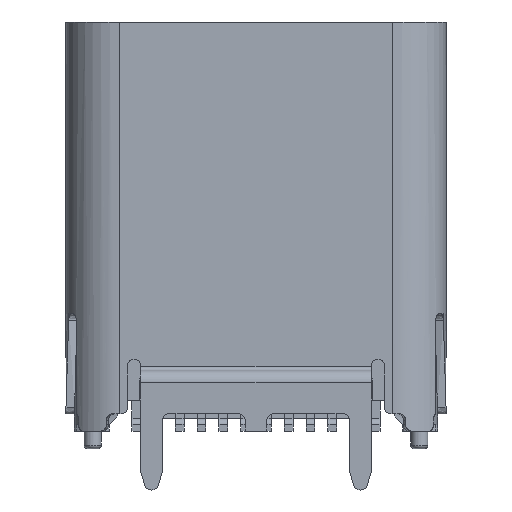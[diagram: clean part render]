
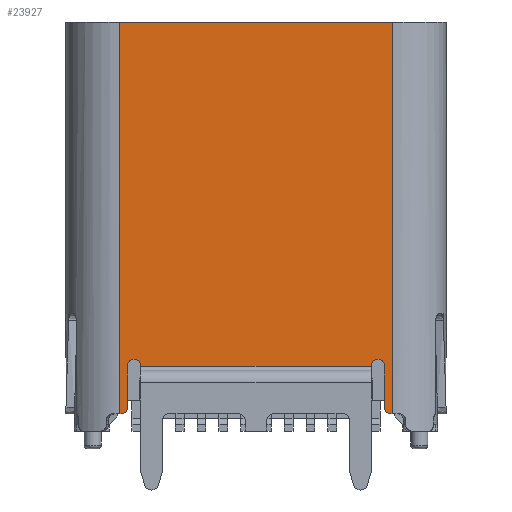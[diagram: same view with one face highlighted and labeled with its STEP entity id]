
A CAD part, front view. The second image highlights one B-rep face of the part: STEP entity #23927.
In plain terms, the highlighted planar face has unit normal (0, -1, 0).
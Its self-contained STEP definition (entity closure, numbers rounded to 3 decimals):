
#260 = DIRECTION ( 'NONE',  ( -1., 0., 0. ) ) ;
#567 = CARTESIAN_POINT ( 'NONE',  ( 3.14, -1.48, -9.4 ) ) ;
#815 = ORIENTED_EDGE ( 'NONE', *, *, #28211, .T. ) ;
#1048 = VERTEX_POINT ( 'NONE', #10168 ) ;
#1098 = CARTESIAN_POINT ( 'NONE',  ( -2.8, -1.48, -7.9 ) ) ;
#1238 = ORIENTED_EDGE ( 'NONE', *, *, #26916, .F. ) ;
#1593 = VERTEX_POINT ( 'NONE', #14521 ) ;
#1815 = CARTESIAN_POINT ( 'NONE',  ( -2.8, -1.48, -7.75 ) ) ;
#2094 = VERTEX_POINT ( 'NONE', #23596 ) ;
#2202 = CARTESIAN_POINT ( 'NONE',  ( -2.65, -1.48, -7.91 ) ) ;
#2408 = DIRECTION ( 'NONE',  ( 0., 1., 0. ) ) ;
#3134 = LINE ( 'NONE', #5928, #25030 ) ;
#3314 = DIRECTION ( 'NONE',  ( 0., 0., 1. ) ) ;
#3397 = EDGE_CURVE ( 'NONE', #6451, #14722, #11795, .T. ) ;
#3854 = LINE ( 'NONE', #13324, #26404 ) ;
#4164 = ORIENTED_EDGE ( 'NONE', *, *, #26885, .T. ) ;
#4256 = VERTEX_POINT ( 'NONE', #10562 ) ;
#4343 = EDGE_CURVE ( 'NONE', #21878, #1593, #11360, .T. ) ;
#4344 = CIRCLE ( 'NONE', #16998, 0.15 ) ;
#4795 = VERTEX_POINT ( 'NONE', #27519 ) ;
#5177 = CARTESIAN_POINT ( 'NONE',  ( 2.95, -1.48, -8.85 ) ) ;
#5928 = CARTESIAN_POINT ( 'NONE',  ( -2.95, -1.48, -9. ) ) ;
#6055 = DIRECTION ( 'NONE',  ( 1., 0., 0. ) ) ;
#6451 = VERTEX_POINT ( 'NONE', #16827 ) ;
#6525 = VECTOR ( 'NONE', #24054, 1000. ) ;
#6684 = CARTESIAN_POINT ( 'NONE',  ( -3.14, -1.48, -9.4 ) ) ;
#6939 = LINE ( 'NONE', #17126, #17919 ) ;
#7109 = ORIENTED_EDGE ( 'NONE', *, *, #19898, .F. ) ;
#7158 = CARTESIAN_POINT ( 'NONE',  ( -3.14, -1.48, 0. ) ) ;
#7164 = CARTESIAN_POINT ( 'NONE',  ( -2.65, -1.48, -7.9 ) ) ;
#7875 = CARTESIAN_POINT ( 'NONE',  ( 2.8, -1.48, -7.9 ) ) ;
#7886 = EDGE_CURVE ( 'NONE', #11705, #26733, #21818, .T. ) ;
#7940 = DIRECTION ( 'NONE',  ( 1., 0., 0. ) ) ;
#7960 = AXIS2_PLACEMENT_3D ( 'NONE', #25518, #12429, #27668 ) ;
#7977 = ORIENTED_EDGE ( 'NONE', *, *, #14609, .T. ) ;
#8074 = CARTESIAN_POINT ( 'NONE',  ( 2.65, -1.48, -7.9 ) ) ;
#8120 = DIRECTION ( 'NONE',  ( -1., 0., 0. ) ) ;
#8306 = VECTOR ( 'NONE', #260, 1000. ) ;
#8312 = ORIENTED_EDGE ( 'NONE', *, *, #22296, .T. ) ;
#8489 = ORIENTED_EDGE ( 'NONE', *, *, #20935, .T. ) ;
#8914 = DIRECTION ( 'NONE',  ( 0., 0., 1. ) ) ;
#9340 = CARTESIAN_POINT ( 'NONE',  ( 3.14, -1.48, -9. ) ) ;
#9789 = ORIENTED_EDGE ( 'NONE', *, *, #13364, .T. ) ;
#10091 = DIRECTION ( 'NONE',  ( 0., 0., -1. ) ) ;
#10103 = CIRCLE ( 'NONE', #25383, 0.15 ) ;
#10168 = CARTESIAN_POINT ( 'NONE',  ( -2.95, -1.48, -7.9 ) ) ;
#10186 = AXIS2_PLACEMENT_3D ( 'NONE', #24096, #10994, #26244 ) ;
#10354 = EDGE_CURVE ( 'NONE', #10916, #4795, #23981, .T. ) ;
#10448 = VECTOR ( 'NONE', #7940, 1000. ) ;
#10562 = CARTESIAN_POINT ( 'NONE',  ( -2.95, -1.48, -8.85 ) ) ;
#10874 = ORIENTED_EDGE ( 'NONE', *, *, #10354, .T. ) ;
#10916 = VERTEX_POINT ( 'NONE', #2202 ) ;
#10994 = DIRECTION ( 'NONE',  ( 0., -1., 0. ) ) ;
#11360 = CIRCLE ( 'NONE', #16845, 0.15 ) ;
#11705 = VERTEX_POINT ( 'NONE', #9340 ) ;
#11795 = LINE ( 'NONE', #6684, #16957 ) ;
#12429 = DIRECTION ( 'NONE',  ( 0., -1., 0. ) ) ;
#12645 = EDGE_LOOP ( 'NONE', ( #7109, #7977, #4164, #25344, #24842, #815, #10874, #8312, #17060, #14687, #9789, #8489, #1238, #20480, #15524, #23336 ) ) ;
#12750 = CARTESIAN_POINT ( 'NONE',  ( 3.14, -1.48, 0. ) ) ;
#12872 = CARTESIAN_POINT ( 'NONE',  ( -2.8, -1.48, -7.9 ) ) ;
#13061 = CARTESIAN_POINT ( 'NONE',  ( -2.65, -1.48, -7.91 ) ) ;
#13324 = CARTESIAN_POINT ( 'NONE',  ( -2.95, -1.48, -9.4 ) ) ;
#13364 = EDGE_CURVE ( 'NONE', #22884, #24193, #16599, .T. ) ;
#13571 = LINE ( 'NONE', #27572, #24510 ) ;
#13641 = VERTEX_POINT ( 'NONE', #24515 ) ;
#14011 = VERTEX_POINT ( 'NONE', #1815 ) ;
#14521 = CARTESIAN_POINT ( 'NONE',  ( 2.8, -1.48, -7.75 ) ) ;
#14609 = EDGE_CURVE ( 'NONE', #13641, #4256, #20664, .T. ) ;
#14687 = ORIENTED_EDGE ( 'NONE', *, *, #15698, .T. ) ;
#14722 = VERTEX_POINT ( 'NONE', #7158 ) ;
#14761 = PLANE ( 'NONE',  #22604 ) ;
#14790 = CARTESIAN_POINT ( 'NONE',  ( 2.95, -1.48, -9.4 ) ) ;
#14883 = EDGE_CURVE ( 'NONE', #1048, #14011, #4344, .T. ) ;
#15088 = DIRECTION ( 'NONE',  ( 0., 0., 1. ) ) ;
#15524 = ORIENTED_EDGE ( 'NONE', *, *, #22802, .F. ) ;
#15552 = CARTESIAN_POINT ( 'NONE',  ( 2.8, -1.48, -7.9 ) ) ;
#15698 = EDGE_CURVE ( 'NONE', #1593, #22884, #21739, .T. ) ;
#15902 = VECTOR ( 'NONE', #25757, 1000. ) ;
#16020 = VECTOR ( 'NONE', #20339, 1000. ) ;
#16301 = LINE ( 'NONE', #16684, #10448 ) ;
#16461 = DIRECTION ( 'NONE',  ( 0., 1., 0. ) ) ;
#16599 = LINE ( 'NONE', #14790, #15902 ) ;
#16629 = VERTEX_POINT ( 'NONE', #7164 ) ;
#16684 = CARTESIAN_POINT ( 'NONE',  ( -3.14, -1.48, 0. ) ) ;
#16827 = CARTESIAN_POINT ( 'NONE',  ( -3.14, -1.48, -9. ) ) ;
#16845 = AXIS2_PLACEMENT_3D ( 'NONE', #15552, #2408, #17756 ) ;
#16957 = VECTOR ( 'NONE', #26242, 1000. ) ;
#16994 = CARTESIAN_POINT ( 'NONE',  ( -3.14, -1.48, -9.4 ) ) ;
#16998 = AXIS2_PLACEMENT_3D ( 'NONE', #1098, #16461, #3314 ) ;
#17060 = ORIENTED_EDGE ( 'NONE', *, *, #4343, .T. ) ;
#17126 = CARTESIAN_POINT ( 'NONE',  ( -2.65, -1.48, -7.9 ) ) ;
#17756 = DIRECTION ( 'NONE',  ( 0., 0., -1. ) ) ;
#17919 = VECTOR ( 'NONE', #19333, 1000. ) ;
#18988 = DIRECTION ( 'NONE',  ( 0., 0., 1. ) ) ;
#19172 = CARTESIAN_POINT ( 'NONE',  ( 2.95, -1.48, -7.9 ) ) ;
#19198 = DIRECTION ( 'NONE',  ( 0., -1., 0. ) ) ;
#19227 = AXIS2_PLACEMENT_3D ( 'NONE', #7875, #23195, #10091 ) ;
#19333 = DIRECTION ( 'NONE',  ( 0., 0., -1. ) ) ;
#19898 = EDGE_CURVE ( 'NONE', #13641, #6451, #3134, .T. ) ;
#20339 = DIRECTION ( 'NONE',  ( 0., 0., 1. ) ) ;
#20480 = ORIENTED_EDGE ( 'NONE', *, *, #7886, .T. ) ;
#20664 = CIRCLE ( 'NONE', #10186, 0.15 ) ;
#20935 = EDGE_CURVE ( 'NONE', #24193, #2094, #27950, .T. ) ;
#21739 = CIRCLE ( 'NONE', #19227, 0.15 ) ;
#21818 = LINE ( 'NONE', #567, #16020 ) ;
#21878 = VERTEX_POINT ( 'NONE', #8074 ) ;
#22296 = EDGE_CURVE ( 'NONE', #4795, #21878, #13571, .T. ) ;
#22604 = AXIS2_PLACEMENT_3D ( 'NONE', #16994, #19198, #6055 ) ;
#22802 = EDGE_CURVE ( 'NONE', #14722, #26733, #16301, .T. ) ;
#22884 = VERTEX_POINT ( 'NONE', #19172 ) ;
#23195 = DIRECTION ( 'NONE',  ( 0., 1., 0. ) ) ;
#23336 = ORIENTED_EDGE ( 'NONE', *, *, #3397, .F. ) ;
#23596 = CARTESIAN_POINT ( 'NONE',  ( 3.1, -1.48, -9. ) ) ;
#23927 = ADVANCED_FACE ( 'NONE', ( #28325 ), #14761, .T. ) ;
#23981 = LINE ( 'NONE', #13061, #6525 ) ;
#24054 = DIRECTION ( 'NONE',  ( 1., 0., 0. ) ) ;
#24096 = CARTESIAN_POINT ( 'NONE',  ( -3.1, -1.48, -8.85 ) ) ;
#24193 = VERTEX_POINT ( 'NONE', #5177 ) ;
#24510 = VECTOR ( 'NONE', #18988, 1000. ) ;
#24515 = CARTESIAN_POINT ( 'NONE',  ( -3.1, -1.48, -9. ) ) ;
#24842 = ORIENTED_EDGE ( 'NONE', *, *, #26181, .T. ) ;
#25030 = VECTOR ( 'NONE', #8120, 1000. ) ;
#25344 = ORIENTED_EDGE ( 'NONE', *, *, #14883, .T. ) ;
#25383 = AXIS2_PLACEMENT_3D ( 'NONE', #12872, #28108, #15088 ) ;
#25518 = CARTESIAN_POINT ( 'NONE',  ( 3.1, -1.48, -8.85 ) ) ;
#25740 = LINE ( 'NONE', #26465, #8306 ) ;
#25757 = DIRECTION ( 'NONE',  ( 0., 0., -1. ) ) ;
#26181 = EDGE_CURVE ( 'NONE', #14011, #16629, #10103, .T. ) ;
#26242 = DIRECTION ( 'NONE',  ( 0., 0., 1. ) ) ;
#26244 = DIRECTION ( 'NONE',  ( 1., 0., 0. ) ) ;
#26404 = VECTOR ( 'NONE', #8914, 1000. ) ;
#26465 = CARTESIAN_POINT ( 'NONE',  ( 3.14, -1.48, -9. ) ) ;
#26733 = VERTEX_POINT ( 'NONE', #12750 ) ;
#26885 = EDGE_CURVE ( 'NONE', #4256, #1048, #3854, .T. ) ;
#26916 = EDGE_CURVE ( 'NONE', #11705, #2094, #25740, .T. ) ;
#27519 = CARTESIAN_POINT ( 'NONE',  ( 2.65, -1.48, -7.91 ) ) ;
#27572 = CARTESIAN_POINT ( 'NONE',  ( 2.65, -1.48, -7.91 ) ) ;
#27668 = DIRECTION ( 'NONE',  ( 1., 0., 0. ) ) ;
#27950 = CIRCLE ( 'NONE', #7960, 0.15 ) ;
#28108 = DIRECTION ( 'NONE',  ( 0., 1., 0. ) ) ;
#28211 = EDGE_CURVE ( 'NONE', #16629, #10916, #6939, .T. ) ;
#28325 = FACE_OUTER_BOUND ( 'NONE', #12645, .T. ) ;
